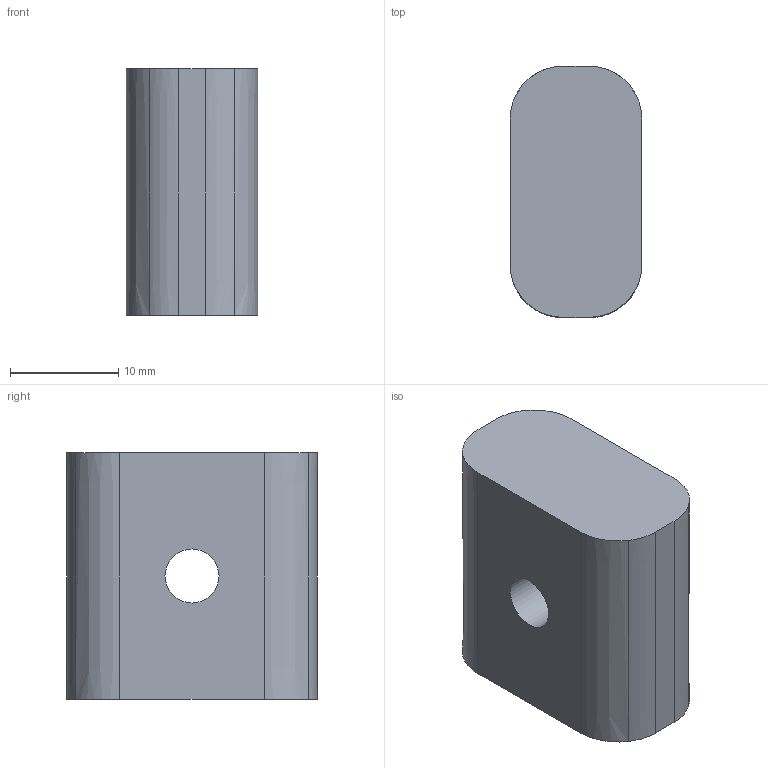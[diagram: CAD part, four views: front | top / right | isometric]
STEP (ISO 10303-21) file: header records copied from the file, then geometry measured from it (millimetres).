
FILE_DESCRIPTION(/* description */ (''),/* implementation_level */ '2;1');
FILE_NAME(/* name */ '1703569218871.stp',/* time_stamp */ '2023-12-26T11:10:27+06:00',/* author */ (''),/* organization */ ('SMS'),/* preprocessor_version */ 'ST-DEVELOPER v16.7',/* originating_system */ 'SIEMENS PLM Software NX 12.0',/* authorisation */ '');
FILE_SCHEMA (('AUTOMOTIVE_DESIGN { 1 0 10303 214 3 1 1 1 }'));
Length unit declared in the file: millimetre
Products named in the file (1): 205079251mod000_00
Bounding box: 12.2 x 23.23 x 22.79 mm (x, y, z)
Volume: 5752.3 mm3; surface area: 2102.1 mm2
Topology: 1 solids, 1 shells, 15 faces, 48 edges, 37 vertices
Faces by surface type: extrusion 8, plane 6, cylinder 1
Full cylindrical faces by diameter (mm): 5 x1
Entity records: 813 total; most frequent: CARTESIAN_POINT 365, ORIENTED_EDGE 92, DIRECTION 56, EDGE_CURVE 46, VERTEX_POINT 34, VECTOR 32, B_SPLINE_CURVE_WITH_KNOTS 29, LINE 24
